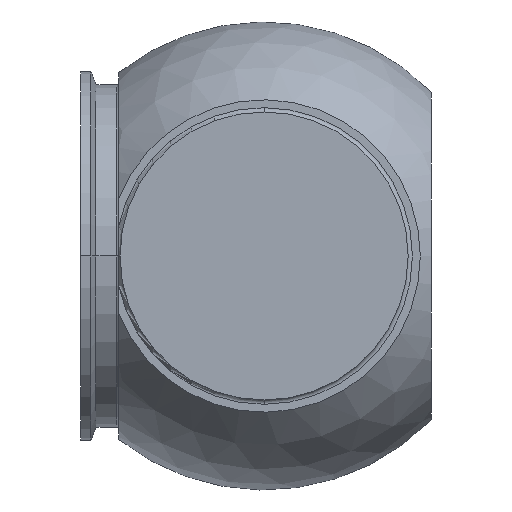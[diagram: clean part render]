
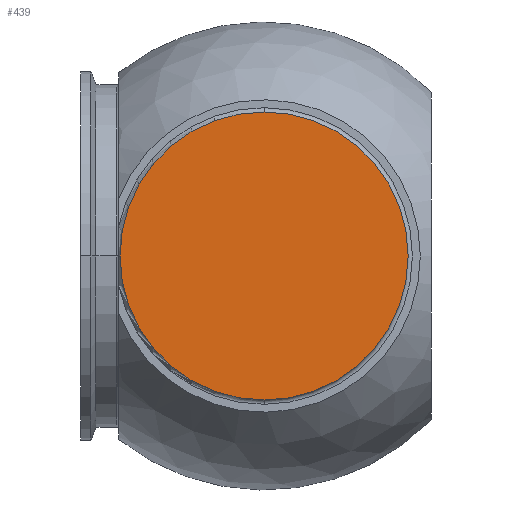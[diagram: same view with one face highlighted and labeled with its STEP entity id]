
A CAD part, left-side view. The second image highlights one B-rep face of the part: STEP entity #439.
In plain terms, the highlighted planar face has unit normal (-1, 0, 0).
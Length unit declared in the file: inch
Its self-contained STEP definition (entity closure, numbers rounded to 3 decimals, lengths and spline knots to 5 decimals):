
#75 = CARTESIAN_POINT ( 'NONE',  ( -3.89, 0., -2. ) ) ;
#91 = VERTEX_POINT ( 'NONE', #75 ) ;
#96 = CARTESIAN_POINT ( 'NONE',  ( -3.89, 0., 0. ) ) ;
#117 = PLANE ( 'NONE',  #893 ) ;
#119 = EDGE_CURVE ( 'NONE', #210, #91, #625, .T. ) ;
#121 = FACE_OUTER_BOUND ( 'NONE', #331, .T. ) ;
#148 = DIRECTION ( 'NONE',  ( 1., 0., 0. ) ) ;
#164 = DIRECTION ( 'NONE',  ( 0., 0., 1. ) ) ;
#210 = VERTEX_POINT ( 'NONE', #473 ) ;
#276 = ORIENTED_EDGE ( 'NONE', *, *, #726, .F. ) ;
#331 = EDGE_LOOP ( 'NONE', ( #443, #276 ) ) ;
#343 = AXIS2_PLACEMENT_3D ( 'NONE', #96, #580, #164 ) ;
#432 = DIRECTION ( 'NONE',  ( -1., 0., 0. ) ) ;
#439 = ADVANCED_FACE ( 'NONE', ( #121 ), #117, .T. ) ;
#443 = ORIENTED_EDGE ( 'NONE', *, *, #119, .F. ) ;
#473 = CARTESIAN_POINT ( 'NONE',  ( -3.89, 0., 2. ) ) ;
#561 = CARTESIAN_POINT ( 'NONE',  ( -3.89, 0., 0. ) ) ;
#564 = CIRCLE ( 'NONE', #694, 2. ) ;
#580 = DIRECTION ( 'NONE',  ( 1., 0., 0. ) ) ;
#587 = DIRECTION ( 'NONE',  ( 0., 0., 1. ) ) ;
#625 = CIRCLE ( 'NONE', #343, 2. ) ;
#634 = DIRECTION ( 'NONE',  ( 0., 0., 1. ) ) ;
#694 = AXIS2_PLACEMENT_3D ( 'NONE', #561, #148, #634 ) ;
#726 = EDGE_CURVE ( 'NONE', #91, #210, #564, .T. ) ;
#785 = CARTESIAN_POINT ( 'NONE',  ( -3.89, -2.323, -3.55881 ) ) ;
#893 = AXIS2_PLACEMENT_3D ( 'NONE', #785, #432, #587 ) ;
